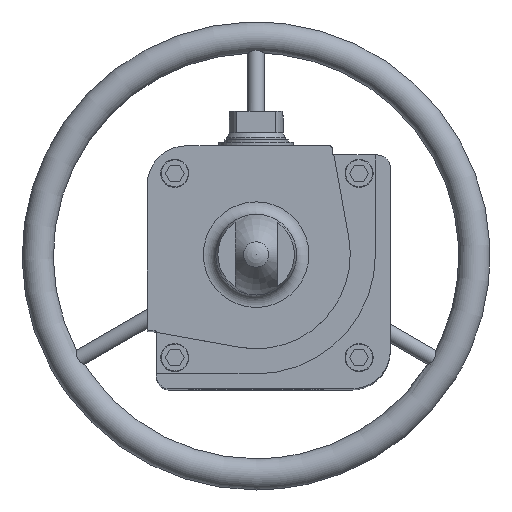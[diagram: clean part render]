
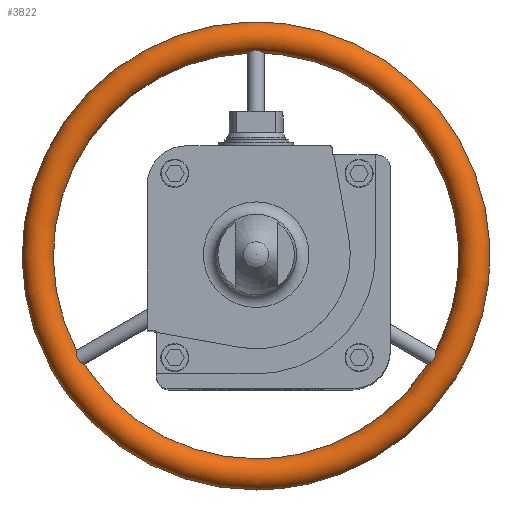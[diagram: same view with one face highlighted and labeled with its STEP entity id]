
A CAD part, top view. The second image highlights one B-rep face of the part: STEP entity #3822.
In plain terms, the highlighted toroidal (fillet/blend) face has major radius 186.65 mm and minor radius 13.35 mm.
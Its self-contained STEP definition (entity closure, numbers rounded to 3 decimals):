
#81=TOROIDAL_SURFACE('',#4135,186.65,13.35);
#95=B_SPLINE_CURVE_WITH_KNOTS('',3,(#5902,#5903,#5904,#5905,#5906,#5907,
#5908,#5909,#5910,#5911,#5912,#5913,#5914,#5915,#5916,#5917,#5918,#5919,
#5920),.UNSPECIFIED.,.T.,.F.,(1,1,1,1,1,1,1,1,1,1,1,1,1,1,1,1,1,1,1,1,1,
1,1),(-0.008,-0.006,-0.003,0.,
0.003,0.006,0.008,0.011,
0.014,0.017,0.02,0.022,
0.025,0.028,0.031,0.034,
0.036,0.039,0.042,0.045,
0.048,0.051,0.053),.UNSPECIFIED.);
#96=B_SPLINE_CURVE_WITH_KNOTS('',3,(#5922,#5923,#5924,#5925,#5926,#5927,
#5928,#5929,#5930,#5931,#5932,#5933,#5934,#5935,#5936,#5937,#5938,#5939,
#5940),.UNSPECIFIED.,.T.,.F.,(1,1,1,1,1,1,1,1,1,1,1,1,1,1,1,1,1,1,1,1,1,
1,1),(-0.008,-0.006,-0.003,0.,
0.003,0.006,0.008,0.011,
0.014,0.017,0.02,0.022,
0.025,0.028,0.031,0.034,
0.036,0.039,0.042,0.045,
0.048,0.05,0.053),.UNSPECIFIED.);
#97=B_SPLINE_CURVE_WITH_KNOTS('',3,(#5942,#5943,#5944,#5945,#5946,#5947,
#5948,#5949,#5950,#5951,#5952,#5953,#5954,#5955,#5956,#5957,#5958,#5959,
#5960,#5961),.UNSPECIFIED.,.T.,.F.,(1,1,1,1,1,1,1,1,1,1,1,1,1,1,1,1,1,1,
1,1,1,1,1,1),(-0.006,-0.003,-0.001,
0.,0.003,0.006,0.008,0.011,
0.014,0.017,0.02,0.022,
0.025,0.028,0.031,0.034,
0.036,0.039,0.042,0.043,
0.045,0.048,0.05,0.053),
 .UNSPECIFIED.);
#1002=ORIENTED_EDGE('',*,*,#2020,.F.);
#1003=ORIENTED_EDGE('',*,*,#2021,.T.);
#1004=ORIENTED_EDGE('',*,*,#2022,.T.);
#2020=EDGE_CURVE('',#2524,#2524,#95,.T.);
#2021=EDGE_CURVE('',#2525,#2525,#96,.T.);
#2022=EDGE_CURVE('',#2526,#2526,#97,.T.);
#2524=VERTEX_POINT('',#5921);
#2525=VERTEX_POINT('',#5941);
#2526=VERTEX_POINT('',#5962);
#3028=EDGE_LOOP('',(#1002));
#3029=EDGE_LOOP('',(#1003));
#3030=EDGE_LOOP('',(#1004));
#3392=FACE_BOUND('',#3028,.T.);
#3393=FACE_BOUND('',#3029,.T.);
#3394=FACE_BOUND('',#3030,.T.);
#3822=ADVANCED_FACE('',(#3392,#3393,#3394),#81,.T.);
#4135=AXIS2_PLACEMENT_3D('',#5901,#4648,#4649);
#4648=DIRECTION('',(0.,0.,-1.));
#4649=DIRECTION('',(-1.,0.,0.));
#5901=CARTESIAN_POINT('',(0.,0.,-417.55));
#5902=CARTESIAN_POINT('',(-5.807,173.508,-420.696));
#5903=CARTESIAN_POINT('',(-3.879,174.246,-422.681));
#5904=CARTESIAN_POINT('',(-1.314,174.881,-423.851));
#5905=CARTESIAN_POINT('',(1.587,174.841,-423.786));
#5906=CARTESIAN_POINT('',(4.103,174.168,-422.513));
#5907=CARTESIAN_POINT('',(5.957,173.447,-420.465));
#5908=CARTESIAN_POINT('',(7.034,173.061,-417.837));
#5909=CARTESIAN_POINT('',(7.054,173.308,-414.961));
#5910=CARTESIAN_POINT('',(5.934,174.146,-412.429));
#5911=CARTESIAN_POINT('',(3.936,175.161,-410.623));
#5912=CARTESIAN_POINT('',(1.318,175.875,-409.67));
#5913=CARTESIAN_POINT('',(-1.569,175.837,-409.715));
#5914=CARTESIAN_POINT('',(-4.15,175.073,-410.755));
#5915=CARTESIAN_POINT('',(-6.076,174.056,-412.633));
#5916=CARTESIAN_POINT('',(-7.1,173.258,-415.21));
#5917=CARTESIAN_POINT('',(-6.977,173.072,-418.098));
#5918=CARTESIAN_POINT('',(-5.807,173.508,-420.696));
#5919=CARTESIAN_POINT('',(-3.879,174.246,-422.681));
#5920=CARTESIAN_POINT('',(-1.314,174.881,-423.851));
#5921=CARTESIAN_POINT('',(-3.772,174.229,-422.545));
#5922=CARTESIAN_POINT('',(146.312,-92.682,-417.443));
#5923=CARTESIAN_POINT('',(147.074,-92.005,-420.163));
#5924=CARTESIAN_POINT('',(148.558,-90.826,-422.284));
#5925=CARTESIAN_POINT('',(150.371,-89.092,-423.67));
#5926=CARTESIAN_POINT('',(151.955,-86.66,-423.925));
#5927=CARTESIAN_POINT('',(152.778,-84.073,-422.887));
#5928=CARTESIAN_POINT('',(153.134,-81.958,-420.995));
#5929=CARTESIAN_POINT('',(153.345,-80.602,-418.482));
#5930=CARTESIAN_POINT('',(153.563,-80.398,-415.615));
#5931=CARTESIAN_POINT('',(153.76,-81.521,-412.954));
#5932=CARTESIAN_POINT('',(153.728,-83.609,-410.966));
#5933=CARTESIAN_POINT('',(153.196,-86.184,-409.806));
#5934=CARTESIAN_POINT('',(151.896,-88.754,-409.612));
#5935=CARTESIAN_POINT('',(149.999,-90.77,-410.439));
#5936=CARTESIAN_POINT('',(148.082,-92.084,-412.137));
#5937=CARTESIAN_POINT('',(146.685,-92.727,-414.575));
#5938=CARTESIAN_POINT('',(146.312,-92.682,-417.443));
#5939=CARTESIAN_POINT('',(147.074,-92.005,-420.163));
#5940=CARTESIAN_POINT('',(148.558,-90.826,-422.284));
#5941=CARTESIAN_POINT('',(147.194,-91.921,-420.063));
#5942=CARTESIAN_POINT('',(-152.353,-85.405,-423.422));
#5943=CARTESIAN_POINT('',(-151.657,-87.133,-423.891));
#5944=CARTESIAN_POINT('',(-150.33,-89.137,-423.648));
#5945=CARTESIAN_POINT('',(-148.514,-90.864,-422.24));
#5946=CARTESIAN_POINT('',(-147.041,-92.031,-420.091));
#5947=CARTESIAN_POINT('',(-146.311,-92.687,-417.399));
#5948=CARTESIAN_POINT('',(-146.701,-92.723,-414.525));
#5949=CARTESIAN_POINT('',(-148.118,-92.064,-412.095));
#5950=CARTESIAN_POINT('',(-150.032,-90.741,-410.419));
#5951=CARTESIAN_POINT('',(-151.916,-88.726,-409.608));
#5952=CARTESIAN_POINT('',(-153.212,-86.141,-409.816));
#5953=CARTESIAN_POINT('',(-153.732,-83.563,-410.997));
#5954=CARTESIAN_POINT('',(-153.758,-81.499,-412.989));
#5955=CARTESIAN_POINT('',(-153.561,-80.392,-415.645));
#5956=CARTESIAN_POINT('',(-153.341,-80.615,-418.533));
#5957=CARTESIAN_POINT('',(-153.129,-81.997,-421.048));
#5958=CARTESIAN_POINT('',(-152.823,-83.78,-422.61));
#5959=CARTESIAN_POINT('',(-152.353,-85.405,-423.422));
#5960=CARTESIAN_POINT('',(-151.657,-87.133,-423.891));
#5961=CARTESIAN_POINT('',(-150.33,-89.137,-423.648));
#5962=CARTESIAN_POINT('',(-151.801,-86.691,-423.719));
